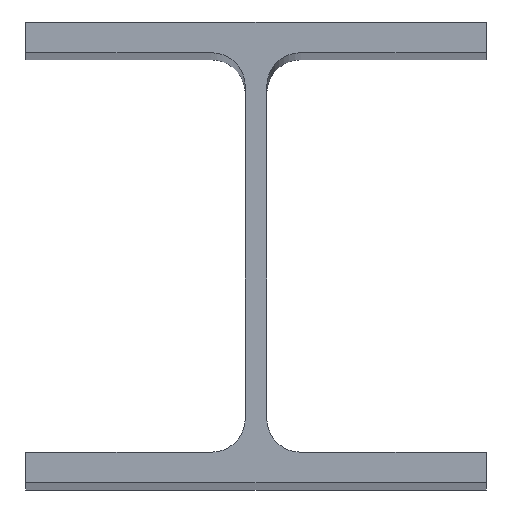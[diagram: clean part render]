
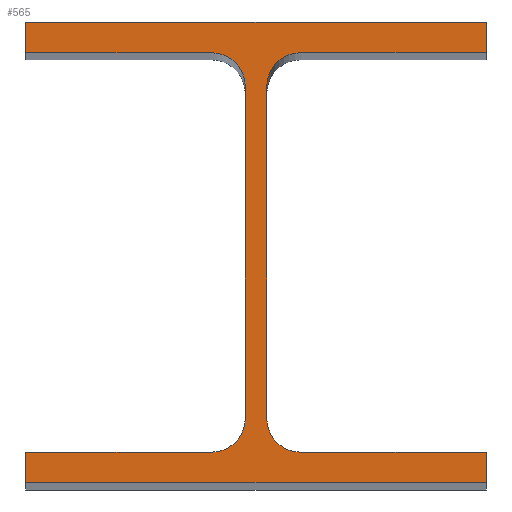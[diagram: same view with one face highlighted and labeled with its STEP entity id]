
A CAD part, top view. The second image highlights one B-rep face of the part: STEP entity #565.
In plain terms, the highlighted planar face has unit normal (0, 0, 1).
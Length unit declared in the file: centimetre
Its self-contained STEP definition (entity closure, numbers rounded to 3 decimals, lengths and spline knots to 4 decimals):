
#1 = ORIENTED_EDGE ( 'NONE', *, *, #607, .F. ) ;
#5 = DIRECTION ( 'NONE',  ( 0., 1., 0. ) ) ;
#7 = VECTOR ( 'NONE', #68, 100. ) ;
#11 = CARTESIAN_POINT ( 'NONE',  ( -0.35, -5.4, 175. ) ) ;
#18 = ORIENTED_EDGE ( 'NONE', *, *, #490, .F. ) ;
#30 = LINE ( 'NONE', #574, #410 ) ;
#34 = DIRECTION ( 'NONE',  ( 1., 0., 0. ) ) ;
#35 = CARTESIAN_POINT ( 'NONE',  ( -3.75, -6.5, 175. ) ) ;
#40 = EDGE_CURVE ( 'NONE', #403, #219, #433, .T. ) ;
#41 = CARTESIAN_POINT ( 'NONE',  ( 0.35, 2.7, 175. ) ) ;
#46 = VERTEX_POINT ( 'NONE', #179 ) ;
#64 = AXIS2_PLACEMENT_3D ( 'NONE', #615, #231, #181 ) ;
#65 = DIRECTION ( 'NONE',  ( 0., -1., 0. ) ) ;
#68 = DIRECTION ( 'NONE',  ( -1., 0., 0. ) ) ;
#86 = CARTESIAN_POINT ( 'NONE',  ( 7.5, 3.75, 175. ) ) ;
#89 = CARTESIAN_POINT ( 'NONE',  ( 0.35, -5.4, 175. ) ) ;
#90 = CARTESIAN_POINT ( 'NONE',  ( 7.5, -7.5, 175. ) ) ;
#93 = DIRECTION ( 'NONE',  ( -1., 0., 0. ) ) ;
#95 = EDGE_CURVE ( 'NONE', #488, #46, #425, .T. ) ;
#97 = CARTESIAN_POINT ( 'NONE',  ( 7.5, 6.5, 175. ) ) ;
#100 = CARTESIAN_POINT ( 'NONE',  ( -7.5, 7.5, 175. ) ) ;
#105 = EDGE_CURVE ( 'NONE', #165, #112, #515, .T. ) ;
#110 = CIRCLE ( 'NONE', #180, 1.1 ) ;
#112 = VERTEX_POINT ( 'NONE', #89 ) ;
#115 = ORIENTED_EDGE ( 'NONE', *, *, #295, .F. ) ;
#121 = EDGE_CURVE ( 'NONE', #219, #252, #466, .T. ) ;
#122 = DIRECTION ( 'NONE',  ( 0., 1., 0. ) ) ;
#137 = CARTESIAN_POINT ( 'NONE',  ( 0.35, 5.4, 175. ) ) ;
#142 = DIRECTION ( 'NONE',  ( 1., 0., 0. ) ) ;
#150 = CIRCLE ( 'NONE', #386, 1.1 ) ;
#153 = LINE ( 'NONE', #385, #359 ) ;
#160 = CARTESIAN_POINT ( 'NONE',  ( -0.725, 6.5, 175. ) ) ;
#165 = VERTEX_POINT ( 'NONE', #137 ) ;
#166 = CARTESIAN_POINT ( 'NONE',  ( -1.45, 5.4, 175. ) ) ;
#167 = ORIENTED_EDGE ( 'NONE', *, *, #545, .F. ) ;
#171 = VECTOR ( 'NONE', #272, 100. ) ;
#173 = FACE_OUTER_BOUND ( 'NONE', #319, .T. ) ;
#177 = CARTESIAN_POINT ( 'NONE',  ( 0.725, -6.5, 175. ) ) ;
#179 = CARTESIAN_POINT ( 'NONE',  ( -1.45, -6.5, 175. ) ) ;
#180 = AXIS2_PLACEMENT_3D ( 'NONE', #366, #215, #65 ) ;
#181 = DIRECTION ( 'NONE',  ( 1., 0., 0. ) ) ;
#188 = ORIENTED_EDGE ( 'NONE', *, *, #95, .F. ) ;
#194 = ORIENTED_EDGE ( 'NONE', *, *, #105, .F. ) ;
#199 = EDGE_CURVE ( 'NONE', #46, #249, #549, .T. ) ;
#203 = ORIENTED_EDGE ( 'NONE', *, *, #247, .F. ) ;
#214 = VERTEX_POINT ( 'NONE', #100 ) ;
#215 = DIRECTION ( 'NONE',  ( 0., 0., 1. ) ) ;
#218 = CARTESIAN_POINT ( 'NONE',  ( -7.5, -6.5, 175. ) ) ;
#219 = VERTEX_POINT ( 'NONE', #97 ) ;
#223 = DIRECTION ( 'NONE',  ( 0., -1., 0. ) ) ;
#231 = DIRECTION ( 'NONE',  ( 0., 0., 1. ) ) ;
#232 = VECTOR ( 'NONE', #122, 100. ) ;
#243 = DIRECTION ( 'NONE',  ( 0., 1., 0. ) ) ;
#247 = EDGE_CURVE ( 'NONE', #353, #214, #251, .T. ) ;
#249 = VERTEX_POINT ( 'NONE', #11 ) ;
#251 = LINE ( 'NONE', #639, #348 ) ;
#252 = VERTEX_POINT ( 'NONE', #585 ) ;
#255 = CIRCLE ( 'NONE', #336, 1.1 ) ;
#271 = CARTESIAN_POINT ( 'NONE',  ( -7.5, -3.75, 175. ) ) ;
#272 = DIRECTION ( 'NONE',  ( 1., 0., 0. ) ) ;
#273 = EDGE_CURVE ( 'NONE', #249, #463, #153, .T. ) ;
#279 = DIRECTION ( 'NONE',  ( 0., -1., 0. ) ) ;
#282 = LINE ( 'NONE', #271, #232 ) ;
#284 = VECTOR ( 'NONE', #318, 100. ) ;
#285 = DIRECTION ( 'NONE',  ( 1., 0., 0. ) ) ;
#293 = DIRECTION ( 'NONE',  ( 0., 0., 1. ) ) ;
#295 = EDGE_CURVE ( 'NONE', #112, #423, #150, .T. ) ;
#296 = CARTESIAN_POINT ( 'NONE',  ( 3.75, -7.5, 175. ) ) ;
#308 = CARTESIAN_POINT ( 'NONE',  ( 7.5, -6.5, 175. ) ) ;
#309 = ORIENTED_EDGE ( 'NONE', *, *, #412, .F. ) ;
#310 = CARTESIAN_POINT ( 'NONE',  ( -0.35, 5.4, 175. ) ) ;
#318 = DIRECTION ( 'NONE',  ( 0., -1., 0. ) ) ;
#319 = EDGE_LOOP ( 'NONE', ( #203, #309, #507, #499, #377, #188, #396, #1, #505, #18, #115, #194, #612, #620, #346, #167 ) ) ;
#326 = VECTOR ( 'NONE', #616, 100. ) ;
#336 = AXIS2_PLACEMENT_3D ( 'NONE', #166, #454, #462 ) ;
#342 = EDGE_CURVE ( 'NONE', #252, #165, #110, .T. ) ;
#345 = CARTESIAN_POINT ( 'NONE',  ( -1.45, -5.4, 175. ) ) ;
#346 = ORIENTED_EDGE ( 'NONE', *, *, #40, .F. ) ;
#348 = VECTOR ( 'NONE', #243, 100. ) ;
#353 = VERTEX_POINT ( 'NONE', #451 ) ;
#357 = VERTEX_POINT ( 'NONE', #456 ) ;
#358 = CARTESIAN_POINT ( 'NONE',  ( 1.45, -6.5, 175. ) ) ;
#359 = VECTOR ( 'NONE', #5, 100. ) ;
#362 = VERTEX_POINT ( 'NONE', #404 ) ;
#366 = CARTESIAN_POINT ( 'NONE',  ( 1.45, 5.4, 175. ) ) ;
#377 = ORIENTED_EDGE ( 'NONE', *, *, #199, .F. ) ;
#379 = LINE ( 'NONE', #177, #579 ) ;
#385 = CARTESIAN_POINT ( 'NONE',  ( -0.35, -2.7, 175. ) ) ;
#386 = AXIS2_PLACEMENT_3D ( 'NONE', #439, #578, #142 ) ;
#390 = VERTEX_POINT ( 'NONE', #308 ) ;
#395 = DIRECTION ( 'NONE',  ( 0., 1., 0. ) ) ;
#396 = ORIENTED_EDGE ( 'NONE', *, *, #518, .F. ) ;
#403 = VERTEX_POINT ( 'NONE', #597 ) ;
#404 = CARTESIAN_POINT ( 'NONE',  ( -7.5, -7.5, 175. ) ) ;
#406 = EDGE_CURVE ( 'NONE', #390, #482, #510, .T. ) ;
#408 = AXIS2_PLACEMENT_3D ( 'NONE', #345, #293, #395 ) ;
#410 = VECTOR ( 'NONE', #285, 100. ) ;
#412 = EDGE_CURVE ( 'NONE', #357, #353, #546, .T. ) ;
#423 = VERTEX_POINT ( 'NONE', #358 ) ;
#425 = LINE ( 'NONE', #35, #171 ) ;
#433 = LINE ( 'NONE', #86, #537 ) ;
#434 = EDGE_CURVE ( 'NONE', #463, #357, #255, .T. ) ;
#439 = CARTESIAN_POINT ( 'NONE',  ( 1.45, -5.4, 175. ) ) ;
#451 = CARTESIAN_POINT ( 'NONE',  ( -7.5, 6.5, 175. ) ) ;
#454 = DIRECTION ( 'NONE',  ( 0., 0., 1. ) ) ;
#456 = CARTESIAN_POINT ( 'NONE',  ( -1.45, 6.5, 175. ) ) ;
#462 = DIRECTION ( 'NONE',  ( -1., 0., 0. ) ) ;
#463 = VERTEX_POINT ( 'NONE', #310 ) ;
#466 = LINE ( 'NONE', #524, #326 ) ;
#472 = PLANE ( 'NONE',  #64 ) ;
#482 = VERTEX_POINT ( 'NONE', #90 ) ;
#488 = VERTEX_POINT ( 'NONE', #218 ) ;
#489 = LINE ( 'NONE', #296, #508 ) ;
#490 = EDGE_CURVE ( 'NONE', #423, #390, #379, .T. ) ;
#499 = ORIENTED_EDGE ( 'NONE', *, *, #273, .F. ) ;
#501 = CARTESIAN_POINT ( 'NONE',  ( 7.5, -3.25, 175. ) ) ;
#505 = ORIENTED_EDGE ( 'NONE', *, *, #406, .F. ) ;
#507 = ORIENTED_EDGE ( 'NONE', *, *, #434, .F. ) ;
#508 = VECTOR ( 'NONE', #93, 100. ) ;
#510 = LINE ( 'NONE', #501, #284 ) ;
#515 = LINE ( 'NONE', #41, #601 ) ;
#518 = EDGE_CURVE ( 'NONE', #362, #488, #282, .T. ) ;
#524 = CARTESIAN_POINT ( 'NONE',  ( 3.75, 6.5, 175. ) ) ;
#537 = VECTOR ( 'NONE', #223, 100. ) ;
#545 = EDGE_CURVE ( 'NONE', #214, #403, #30, .T. ) ;
#546 = LINE ( 'NONE', #160, #7 ) ;
#549 = CIRCLE ( 'NONE', #408, 1.1 ) ;
#565 = ADVANCED_FACE ( 'NONE', ( #173 ), #472, .T. ) ;
#574 = CARTESIAN_POINT ( 'NONE',  ( -3.75, 7.5, 175. ) ) ;
#578 = DIRECTION ( 'NONE',  ( 0., 0., 1. ) ) ;
#579 = VECTOR ( 'NONE', #34, 100. ) ;
#585 = CARTESIAN_POINT ( 'NONE',  ( 1.45, 6.5, 175. ) ) ;
#597 = CARTESIAN_POINT ( 'NONE',  ( 7.5, 7.5, 175. ) ) ;
#601 = VECTOR ( 'NONE', #279, 100. ) ;
#607 = EDGE_CURVE ( 'NONE', #482, #362, #489, .T. ) ;
#612 = ORIENTED_EDGE ( 'NONE', *, *, #342, .F. ) ;
#615 = CARTESIAN_POINT ( 'NONE',  ( 0., 0., 175. ) ) ;
#616 = DIRECTION ( 'NONE',  ( -1., 0., 0. ) ) ;
#620 = ORIENTED_EDGE ( 'NONE', *, *, #121, .F. ) ;
#639 = CARTESIAN_POINT ( 'NONE',  ( -7.5, 3.25, 175. ) ) ;
